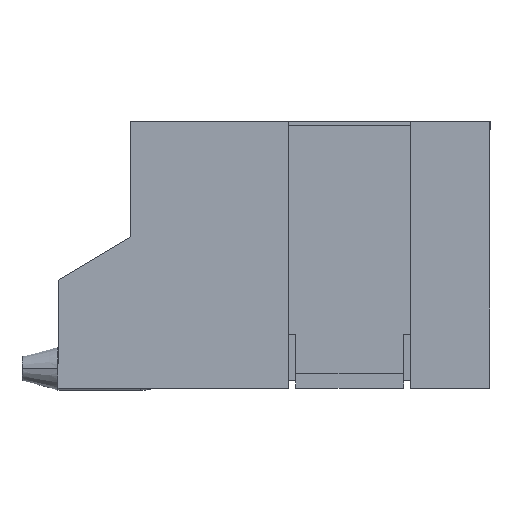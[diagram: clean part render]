
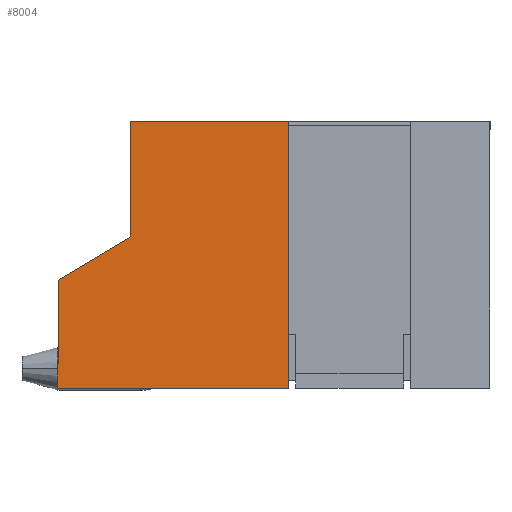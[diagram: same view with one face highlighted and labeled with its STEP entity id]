
A CAD part, left-side view. The second image highlights one B-rep face of the part: STEP entity #8004.
In plain terms, the highlighted planar face has unit normal (-1, 0, 0).
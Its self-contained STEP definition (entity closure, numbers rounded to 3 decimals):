
#51 = AXIS2_PLACEMENT_3D ( 'NONE', #13065, #10140, #10320 ) ;
#328 = ORIENTED_EDGE ( 'NONE', *, *, #4920, .T. ) ;
#427 = VECTOR ( 'NONE', #1143, 1000. ) ;
#1143 = DIRECTION ( 'NONE',  ( 0., 0.857, -0.514 ) ) ;
#1311 = PLANE ( 'NONE',  #51 ) ;
#1920 = VECTOR ( 'NONE', #15462, 1000. ) ;
#2122 = ORIENTED_EDGE ( 'NONE', *, *, #14312, .T. ) ;
#2604 = DIRECTION ( 'NONE',  ( 0., -1., 0. ) ) ;
#2722 = LINE ( 'NONE', #4109, #10845 ) ;
#2749 = LINE ( 'NONE', #8241, #11461 ) ;
#3001 = LINE ( 'NONE', #5356, #427 ) ;
#3147 = ORIENTED_EDGE ( 'NONE', *, *, #4622, .T. ) ;
#3850 = EDGE_LOOP ( 'NONE', ( #328, #2122, #3147, #15427, #15674, #15183 ) ) ;
#4109 = CARTESIAN_POINT ( 'NONE',  ( -6.75, -3.25, 3.6 ) ) ;
#4622 = EDGE_CURVE ( 'NONE', #7891, #10466, #5476, .T. ) ;
#4920 = EDGE_CURVE ( 'NONE', #11916, #13203, #3001, .T. ) ;
#5260 = CARTESIAN_POINT ( 'NONE',  ( -6.75, 1.75, 2. ) ) ;
#5356 = CARTESIAN_POINT ( 'NONE',  ( -6.75, 1.75, 2. ) ) ;
#5431 = VERTEX_POINT ( 'NONE', #10824 ) ;
#5476 = LINE ( 'NONE', #8201, #17546 ) ;
#5600 = CARTESIAN_POINT ( 'NONE',  ( -6.75, 2.75, 1.4 ) ) ;
#5740 = DIRECTION ( 'NONE',  ( 0., 0., -1. ) ) ;
#5799 = FACE_OUTER_BOUND ( 'NONE', #3850, .T. ) ;
#6797 = CARTESIAN_POINT ( 'NONE',  ( -6.75, 2.75, -0.1 ) ) ;
#7468 = EDGE_CURVE ( 'NONE', #5431, #11752, #2722, .T. ) ;
#7891 = VERTEX_POINT ( 'NONE', #6797 ) ;
#8004 = ADVANCED_FACE ( 'NONE', ( #5799 ), #1311, .T. ) ;
#8201 = CARTESIAN_POINT ( 'NONE',  ( -6.75, 2.75, -0.1 ) ) ;
#8241 = CARTESIAN_POINT ( 'NONE',  ( -6.75, -0.45, 3.6 ) ) ;
#9833 = LINE ( 'NONE', #9912, #1920 ) ;
#9912 = CARTESIAN_POINT ( 'NONE',  ( -6.75, 1.75, 3.6 ) ) ;
#10140 = DIRECTION ( 'NONE',  ( -1., 0., 0. ) ) ;
#10320 = DIRECTION ( 'NONE',  ( 0., -1., 0. ) ) ;
#10347 = CARTESIAN_POINT ( 'NONE',  ( -6.75, 1.75, 3.6 ) ) ;
#10394 = EDGE_CURVE ( 'NONE', #10466, #5431, #2749, .T. ) ;
#10466 = VERTEX_POINT ( 'NONE', #11503 ) ;
#10824 = CARTESIAN_POINT ( 'NONE',  ( -6.75, -0.45, 3.6 ) ) ;
#10845 = VECTOR ( 'NONE', #12320, 1000. ) ;
#11461 = VECTOR ( 'NONE', #15347, 1000. ) ;
#11503 = CARTESIAN_POINT ( 'NONE',  ( -6.75, -0.45, -0.1 ) ) ;
#11752 = VERTEX_POINT ( 'NONE', #10347 ) ;
#11916 = VERTEX_POINT ( 'NONE', #5260 ) ;
#12320 = DIRECTION ( 'NONE',  ( 0., 1., 0. ) ) ;
#12632 = CARTESIAN_POINT ( 'NONE',  ( -6.75, 2.75, 3.6 ) ) ;
#12932 = VECTOR ( 'NONE', #5740, 1000. ) ;
#13065 = CARTESIAN_POINT ( 'NONE',  ( -6.75, -3.25, 3.6 ) ) ;
#13203 = VERTEX_POINT ( 'NONE', #5600 ) ;
#14312 = EDGE_CURVE ( 'NONE', #13203, #7891, #17044, .T. ) ;
#15183 = ORIENTED_EDGE ( 'NONE', *, *, #15940, .T. ) ;
#15347 = DIRECTION ( 'NONE',  ( 0., 0., 1. ) ) ;
#15427 = ORIENTED_EDGE ( 'NONE', *, *, #10394, .T. ) ;
#15462 = DIRECTION ( 'NONE',  ( 0., 0., -1. ) ) ;
#15674 = ORIENTED_EDGE ( 'NONE', *, *, #7468, .T. ) ;
#15940 = EDGE_CURVE ( 'NONE', #11752, #11916, #9833, .T. ) ;
#17044 = LINE ( 'NONE', #12632, #12932 ) ;
#17546 = VECTOR ( 'NONE', #2604, 1000. ) ;
